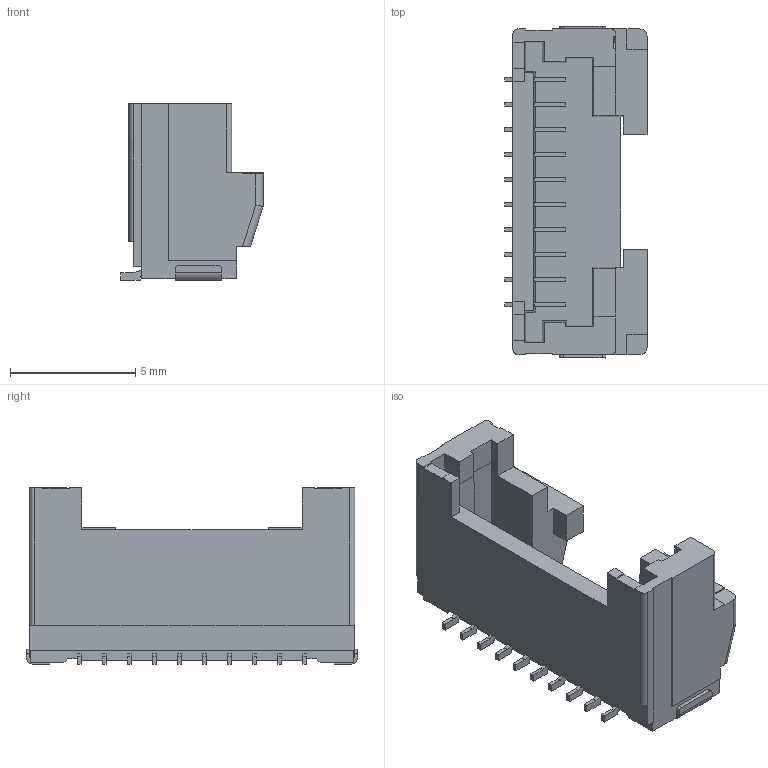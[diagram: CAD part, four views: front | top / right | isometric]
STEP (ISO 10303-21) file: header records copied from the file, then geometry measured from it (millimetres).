
FILE_DESCRIPTION(('CoCreate Modeling STEP Export'),'2;1');
FILE_NAME('DF50A-10P-1V.stp','2014-10-10T13:21:48',(''),(''),'CoCreate Modeling STEP processor for AP214 (Solid Model)','CoCreate Modeling 17.0 01-Apr-2010 (C) Parametric Technology GmbH','');
FILE_SCHEMA(('AUTOMOTIVE_DESIGN { 1 0 10303 214 1 1 1 1 }'));
Length unit declared in the file: millimetre
Products named in the file (1): DF50A-10P-1V
Bounding box: 5.67 x 13.25 x 7.05 mm (x, y, z)
Volume: 193.2 mm3; surface area: 512.8 mm2
Topology: 1 solids, 1 shells, 264 faces, 806 edges, 544 vertices
Faces by surface type: plane 228, cylinder 36
Entity records: 8827 total; most frequent: ORIENTED_EDGE 1612, CARTESIAN_POINT 1587, DIRECTION 1375, EDGE_CURVE 806, VECTOR 711, LINE 711, VERTEX_POINT 544, AXIS2_PLACEMENT_3D 332
